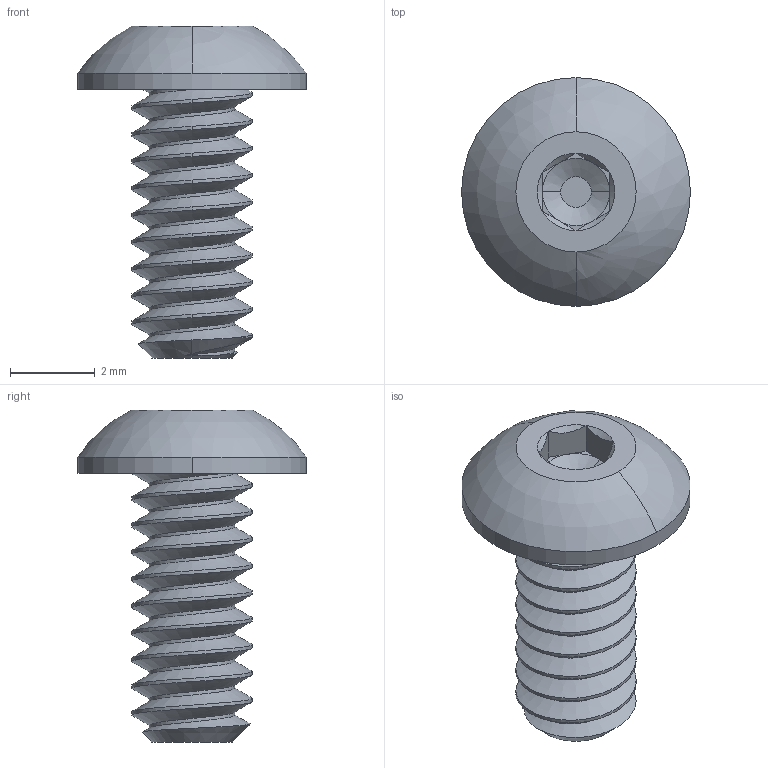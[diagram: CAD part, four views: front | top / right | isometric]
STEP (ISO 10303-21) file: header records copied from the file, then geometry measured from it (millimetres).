
FILE_DESCRIPTION((''),'2;1');
FILE_NAME('HCSC_UNC_313_063_SAE08_ZCR_CR1','2016-12-07T',('cxl300'),(''),'PRO/ENGINEER BY PARAMETRIC TECHNOLOGY CORPORATION, 2013230','PRO/ENGINEER BY PARAMETRIC TECHNOLOGY CORPORATION, 2013230','');
FILE_SCHEMA(('CONFIG_CONTROL_DESIGN','GEOMETRIC_VALIDATION_PROPERTIES_MIM'));
Length unit declared in the file: millimetre
Products named in the file (1): HCSC_UNC_313_063_SAE08_ZCR_CR1
Bounding box: 5.41 x 5.41 x 7.85 mm (x, y, z)
Volume: 53.3 mm3; surface area: 144.6 mm2
Topology: 1 solids, 1 shells, 53 faces, 132 edges, 82 vertices
Faces by surface type: cylinder 21, plane 16, cone 11, bspline 3, sphere 2
Entity records: 7621 total; most frequent: CARTESIAN_POINT 6374, ORIENTED_EDGE 262, DIRECTION 207, EDGE_CURVE 131, AXIS2_PLACEMENT_3D 82, VERTEX_POINT 82, B_SPLINE_CURVE_WITH_KNOTS 56, EDGE_LOOP 55
